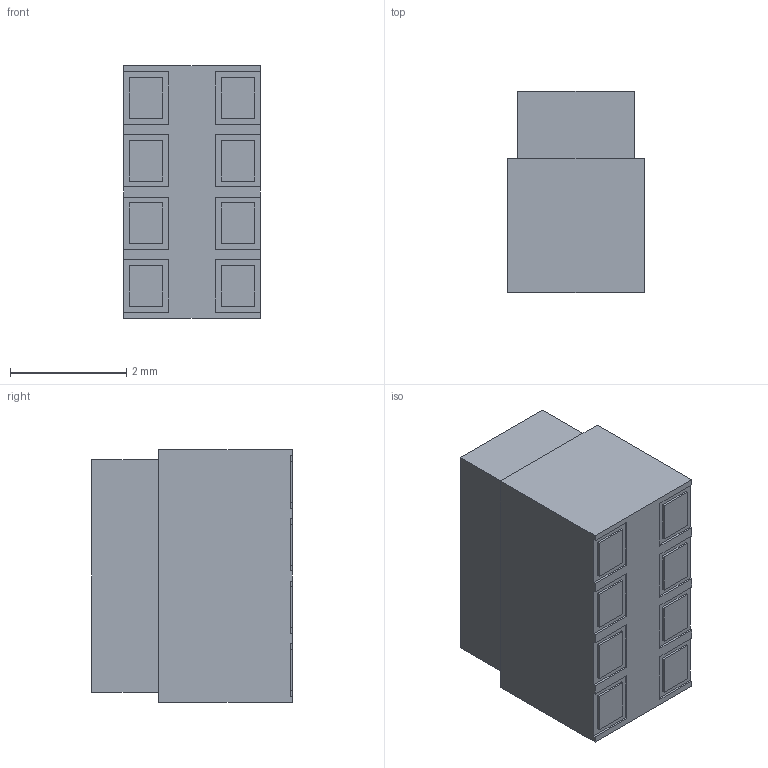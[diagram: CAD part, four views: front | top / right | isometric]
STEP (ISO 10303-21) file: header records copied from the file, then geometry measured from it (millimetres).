
FILE_DESCRIPTION(('CAx-IF Rec.Pracs.---Model Styling and Organization---1.5---2016-08-15','CAx-IF Rec.Pracs.---Geometric and Assembly Validation Properties---4.4---2016-08-17','CAx-IF Rec.Pracs.---User Defined Attributes---1.5---2016-08-15','CAx-IF Rec.Pracs.---External References---2.1---2005-01-19'),'2;1');
FILE_NAME('241936.step','2025-02-25T02:39:13',('Unspecified'),('Unspecified'),'CAD Exchanger 3.10.2 (cadexchanger.com)','Unspecified','');
FILE_SCHEMA(('AUTOMOTIVE_DESIGN { 1 0 10303 214 1 1 1 1 }'));
Length unit declared in the file: millimetre
Products named in the file (1): VCNL4040M3OE-H3
Bounding box: 2.35 x 3.45 x 4.34 mm (x, y, z)
Volume: 32.5 mm3; surface area: 111.3 mm2
Topology: 19 solids, 19 shells, 242 faces, 563 edges, 370 vertices
Faces by surface type: plane 235, cylinder 7
Entity records: 8796 total; most frequent: CARTESIAN_POINT 1176, ORIENTED_EDGE 1126, DIRECTION 1063, EDGE_CURVE 563, LINE 549, VECTOR 549, VERTEX_POINT 370, PRESENTATION_STYLE_ASSIGNMENT 261
